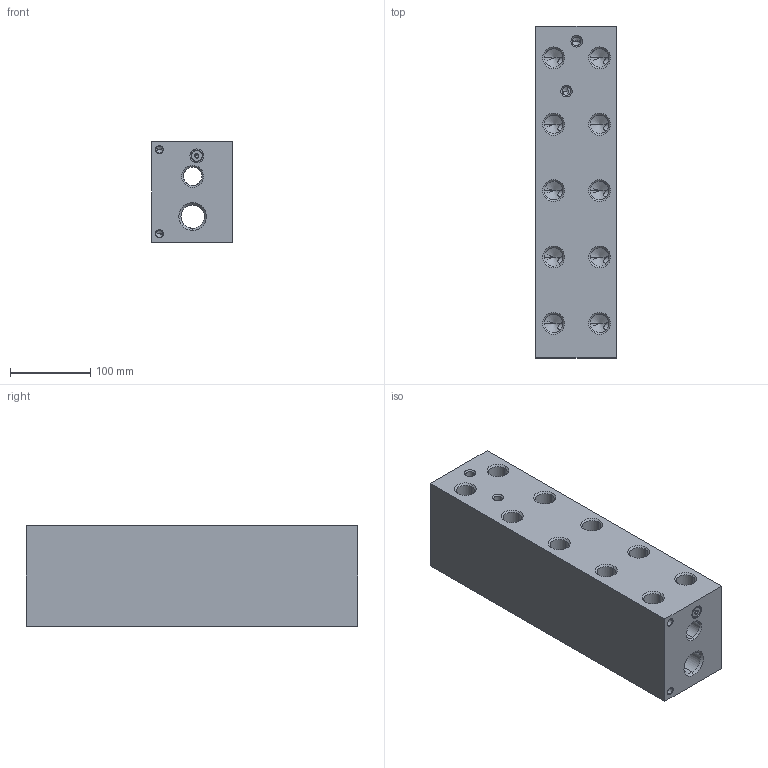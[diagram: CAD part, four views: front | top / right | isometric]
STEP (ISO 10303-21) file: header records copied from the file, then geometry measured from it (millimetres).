
FILE_DESCRIPTION((''),'2;1');
FILE_NAME('VRJ_ASM','2020-12-01T',('ProEService'),(''),'PRO/ENGINEER BY PARAMETRIC TECHNOLOGY CORPORATION, 2014200','PRO/ENGINEER BY PARAMETRIC TECHNOLOGY CORPORATION, 2014200','');
FILE_SCHEMA(('CONFIG_CONTROL_DESIGN'));
Length unit declared in the file: inch
Products named in the file (3): 153-408-001; A330-006-004; VRJ_ASM
Assembly tree (3 placements, depth 2):
  VRJ_ASM
    153-408-001
    A330-006-004  x2
Bounding box: 100.03 x 412.75 x 125.43 mm (x, y, z)
Volume: 4303160.9 mm3; surface area: 379608.2 mm2
Topology: 3 solids, 3 shells, 437 faces, 1694 edges, 1472 vertices
Faces by surface type: cone 223, cylinder 168, plane 40, torus 6
Entity records: 18610 total; most frequent: CARTESIAN_POINT 6010, DIRECTION 2655, ORIENTED_EDGE 2254, EDGE_CURVE 1127, AXIS2_PLACEMENT_3D 911, VECTOR 833, LINE 833, VERTEX_POINT 749
